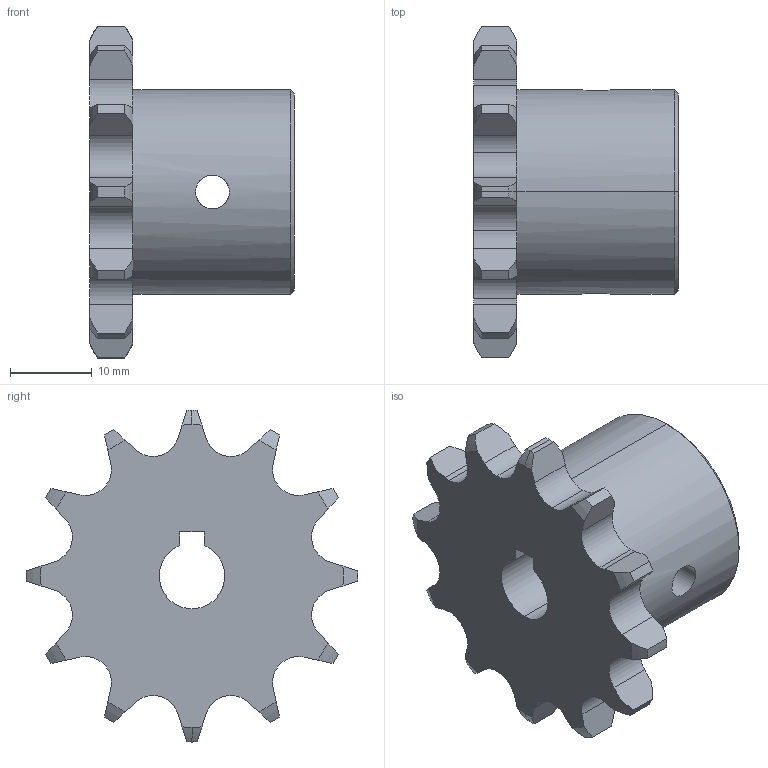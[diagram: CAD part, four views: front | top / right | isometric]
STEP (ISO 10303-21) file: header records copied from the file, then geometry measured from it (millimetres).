
FILE_DESCRIPTION(('CATIA V5 STEP Exchange'),'2;1');
FILE_NAME('PIGNON 12D MOT.stp','2021-01-26T13:06:49+00:00',('none'),('none'),'CATIA Version 5 Release 20 GA (IN-10)','CATIA V5 STEP AP203','none');
FILE_SCHEMA(('CONFIG_CONTROL_DESIGN'));
Length unit declared in the file: millimetre
Products named in the file (1): PIGNON 12D MOT
Bounding box: 25 x 40.5 x 40.5 mm (x, y, z)
Volume: 12886.1 mm3; surface area: 5013.5 mm2
Topology: 1 solids, 1 shells, 102 faces, 303 edges, 204 vertices
Faces by surface type: cylinder 42, plane 30, torus 28, cone 2
Entity records: 3610 total; most frequent: CARTESIAN_POINT 969, ORIENTED_EDGE 606, DIRECTION 428, EDGE_CURVE 303, AXIS2_PLACEMENT_3D 204, VERTEX_POINT 204, VECTOR 125, LINE 125
